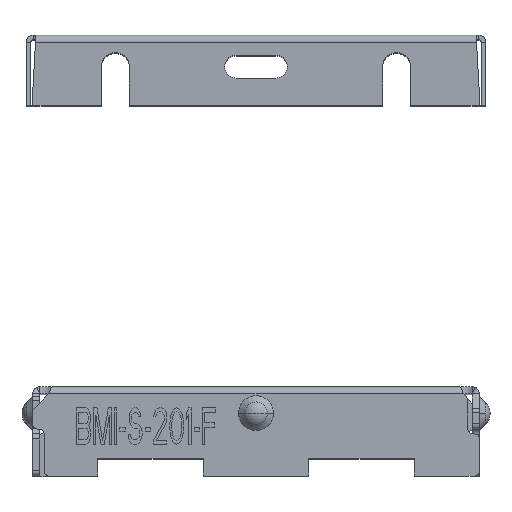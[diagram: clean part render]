
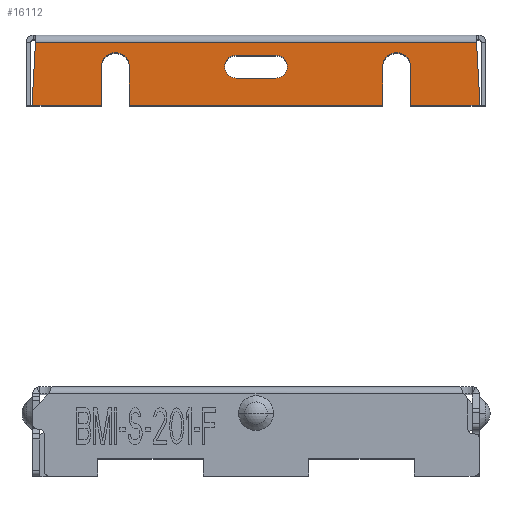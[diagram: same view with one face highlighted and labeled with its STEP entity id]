
A CAD part, top view. The second image highlights one B-rep face of the part: STEP entity #16112.
In plain terms, the highlighted planar face has unit normal (0, 0, 1).
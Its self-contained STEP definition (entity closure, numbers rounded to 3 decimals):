
#37 = DIRECTION ( 'NONE',  ( 1., 0., 0. ) ) ;
#38 = DIRECTION ( 'NONE',  ( 0., 0., -1. ) ) ;
#39 = CARTESIAN_POINT ( 'NONE',  ( 0.565, 0.1, 7.01 ) ) ;
#40 = AXIS2_PLACEMENT_3D ( 'NONE', #39, #38, #37 ) ;
#41 = CIRCLE ( 'NONE', #40, 0.325 ) ;
#43 = CARTESIAN_POINT ( 'NONE',  ( 0.89, 0.1, 7.01 ) ) ;
#740 = CIRCLE ( 'NONE', #994, 0.325 ) ;
#994 = AXIS2_PLACEMENT_3D ( 'NONE', #1306, #1305, #1304 ) ;
#1203 = CARTESIAN_POINT ( 'NONE',  ( -6.37, -1., 7.01 ) ) ;
#1204 = DIRECTION ( 'NONE',  ( 0.056, 0.998, 0. ) ) ;
#1205 = VECTOR ( 'NONE', #1204, 1000. ) ;
#1206 = CARTESIAN_POINT ( 'NONE',  ( -6.32, -0.1, 7.01 ) ) ;
#1207 = LINE ( 'NONE', #1206, #1205 ) ;
#1261 = DIRECTION ( 'NONE',  ( 1., 0., 0. ) ) ;
#1262 = VECTOR ( 'NONE', #1261, 1000. ) ;
#1263 = CARTESIAN_POINT ( 'NONE',  ( 0., -0.225, 7.01 ) ) ;
#1264 = LINE ( 'NONE', #1263, #1262 ) ;
#1265 = CARTESIAN_POINT ( 'NONE',  ( 0.565, -0.225, 7.01 ) ) ;
#1266 = DIRECTION ( 'NONE',  ( 1., 0., 0. ) ) ;
#1267 = DIRECTION ( 'NONE',  ( 0., 0., -1. ) ) ;
#1268 = CARTESIAN_POINT ( 'NONE',  ( 0.565, 0.1, 7.01 ) ) ;
#1269 = AXIS2_PLACEMENT_3D ( 'NONE', #1268, #1267, #1266 ) ;
#1270 = CIRCLE ( 'NONE', #1269, 0.325 ) ;
#1276 = DIRECTION ( 'NONE',  ( -1., 0., 0. ) ) ;
#1277 = VECTOR ( 'NONE', #1276, 1000. ) ;
#1278 = CARTESIAN_POINT ( 'NONE',  ( 0., 0.425, 7.01 ) ) ;
#1279 = LINE ( 'NONE', #1278, #1277 ) ;
#1284 = DIRECTION ( 'NONE',  ( 1., 0., 0. ) ) ;
#1285 = DIRECTION ( 'NONE',  ( 0., 0., 1. ) ) ;
#1286 = CARTESIAN_POINT ( 'NONE',  ( 6.33, 0.8, 7.01 ) ) ;
#1287 = AXIS2_PLACEMENT_3D ( 'NONE', #1286, #1285, #1284 ) ;
#1288 = PLANE ( 'NONE',  #1287 ) ;
#1289 = FACE_OUTER_BOUND ( 'NONE', #16089, .T. ) ;
#1290 = FACE_BOUND ( 'NONE', #16113, .T. ) ;
#1292 = CARTESIAN_POINT ( 'NONE',  ( 6.27, 0.8, 7.01 ) ) ;
#1293 = CARTESIAN_POINT ( 'NONE',  ( -6.27, 0.8, 7.01 ) ) ;
#1294 = DIRECTION ( 'NONE',  ( 1., 0., 0. ) ) ;
#1295 = VECTOR ( 'NONE', #1294, 1000. ) ;
#1296 = CARTESIAN_POINT ( 'NONE',  ( 6.33, 0.8, 7.01 ) ) ;
#1297 = LINE ( 'NONE', #1296, #1295 ) ;
#1302 = CARTESIAN_POINT ( 'NONE',  ( -0.565, 0.425, 7.01 ) ) ;
#1303 = CARTESIAN_POINT ( 'NONE',  ( -0.565, -0.225, 7.01 ) ) ;
#1304 = DIRECTION ( 'NONE',  ( 1., 0., 0. ) ) ;
#1305 = DIRECTION ( 'NONE',  ( 0., 0., -1. ) ) ;
#1306 = CARTESIAN_POINT ( 'NONE',  ( -0.565, 0.1, 7.01 ) ) ;
#1340 = DIRECTION ( 'NONE',  ( 0.056, -0.998, 0. ) ) ;
#1341 = VECTOR ( 'NONE', #1340, 1000. ) ;
#1342 = CARTESIAN_POINT ( 'NONE',  ( 6.32, -0.1, 7.01 ) ) ;
#1343 = LINE ( 'NONE', #1342, #1341 ) ;
#1344 = CARTESIAN_POINT ( 'NONE',  ( 6.37, -1., 7.01 ) ) ;
#1345 = DIRECTION ( 'NONE',  ( 1., 0., 0. ) ) ;
#1346 = VECTOR ( 'NONE', #1345, 1000. ) ;
#1347 = CARTESIAN_POINT ( 'NONE',  ( 0., -1., 7.01 ) ) ;
#1348 = LINE ( 'NONE', #1347, #1346 ) ;
#1386 = DIRECTION ( 'NONE',  ( 0., -1., 0. ) ) ;
#1387 = VECTOR ( 'NONE', #1386, 1000. ) ;
#1388 = CARTESIAN_POINT ( 'NONE',  ( -4.4, -0.45, 7.01 ) ) ;
#1389 = LINE ( 'NONE', #1388, #1387 ) ;
#1390 = CARTESIAN_POINT ( 'NONE',  ( -4.4, 0.1, 7.01 ) ) ;
#1391 = CARTESIAN_POINT ( 'NONE',  ( 4.4, -1., 7.01 ) ) ;
#1392 = DIRECTION ( 'NONE',  ( 0., -1., 0. ) ) ;
#1393 = VECTOR ( 'NONE', #1392, 1000. ) ;
#1394 = CARTESIAN_POINT ( 'NONE',  ( 4.4, -0.45, 7.01 ) ) ;
#1395 = LINE ( 'NONE', #1394, #1393 ) ;
#1396 = CARTESIAN_POINT ( 'NONE',  ( 4.4, 0.1, 7.01 ) ) ;
#1397 = CARTESIAN_POINT ( 'NONE',  ( 3.6, 0.1, 7.01 ) ) ;
#1398 = CARTESIAN_POINT ( 'NONE',  ( 3.6, -1., 7.01 ) ) ;
#1399 = DIRECTION ( 'NONE',  ( 1., 0., 0. ) ) ;
#1400 = VECTOR ( 'NONE', #1399, 1000. ) ;
#1401 = CARTESIAN_POINT ( 'NONE',  ( 0., -1., 7.01 ) ) ;
#1402 = LINE ( 'NONE', #1401, #1400 ) ;
#1403 = CARTESIAN_POINT ( 'NONE',  ( -3.6, -1., 7.01 ) ) ;
#1502 = DIRECTION ( 'NONE',  ( 0., -1., 0. ) ) ;
#1503 = VECTOR ( 'NONE', #1502, 1000. ) ;
#1504 = CARTESIAN_POINT ( 'NONE',  ( -3.6, -0.45, 7.01 ) ) ;
#1505 = LINE ( 'NONE', #1504, #1503 ) ;
#1506 = DIRECTION ( 'NONE',  ( 1., 0., 0. ) ) ;
#1507 = DIRECTION ( 'NONE',  ( 0., 0., -1. ) ) ;
#1508 = CARTESIAN_POINT ( 'NONE',  ( 4., 0.1, 7.01 ) ) ;
#1509 = AXIS2_PLACEMENT_3D ( 'NONE', #1508, #1507, #1506 ) ;
#1510 = CIRCLE ( 'NONE', #1509, 0.4 ) ;
#1511 = DIRECTION ( 'NONE',  ( 0., -1., 0. ) ) ;
#1512 = VECTOR ( 'NONE', #1511, 1000. ) ;
#1513 = CARTESIAN_POINT ( 'NONE',  ( 3.6, -0.45, 7.01 ) ) ;
#1514 = LINE ( 'NONE', #1513, #1512 ) ;
#1515 = CARTESIAN_POINT ( 'NONE',  ( -3.6, 0.1, 7.01 ) ) ;
#1516 = DIRECTION ( 'NONE',  ( 1., 0., 0. ) ) ;
#1517 = DIRECTION ( 'NONE',  ( 0., 0., -1. ) ) ;
#1518 = CARTESIAN_POINT ( 'NONE',  ( -4., 0.1, 7.01 ) ) ;
#1519 = AXIS2_PLACEMENT_3D ( 'NONE', #1518, #1517, #1516 ) ;
#1520 = CIRCLE ( 'NONE', #1519, 0.4 ) ;
#1521 = DIRECTION ( 'NONE',  ( 1., 0., 0. ) ) ;
#1522 = VECTOR ( 'NONE', #1521, 1000. ) ;
#1523 = CARTESIAN_POINT ( 'NONE',  ( 0., -1., 7.01 ) ) ;
#1524 = LINE ( 'NONE', #1523, #1522 ) ;
#1525 = CARTESIAN_POINT ( 'NONE',  ( -4.4, -1., 7.01 ) ) ;
#15297 = VERTEX_POINT ( 'NONE', #32206 ) ;
#15375 = VERTEX_POINT ( 'NONE', #43 ) ;
#15380 = EDGE_CURVE ( 'NONE', #15297, #15375, #41, .T. ) ;
#16033 = ORIENTED_EDGE ( 'NONE', *, *, #15380, .T. ) ;
#16034 = ORIENTED_EDGE ( 'NONE', *, *, #16085, .T. ) ;
#16039 = ORIENTED_EDGE ( 'NONE', *, *, #16040, .F. ) ;
#16040 = EDGE_CURVE ( 'NONE', #16041, #16104, #1207, .T. ) ;
#16041 = VERTEX_POINT ( 'NONE', #1203 ) ;
#16042 = ORIENTED_EDGE ( 'NONE', *, *, #16236, .T. ) ;
#16085 = EDGE_CURVE ( 'NONE', #15375, #16086, #1270, .T. ) ;
#16086 = VERTEX_POINT ( 'NONE', #1265 ) ;
#16087 = ORIENTED_EDGE ( 'NONE', *, *, #16088, .F. ) ;
#16088 = EDGE_CURVE ( 'NONE', #16099, #16086, #1264, .T. ) ;
#16089 = EDGE_LOOP ( 'NONE', ( #16102, #16039, #16042, #16167, #16239, #16161, #16163, #16240, #16242, #16169, #16156, #16159 ) ) ;
#16097 = ORIENTED_EDGE ( 'NONE', *, *, #16098, .T. ) ;
#16098 = EDGE_CURVE ( 'NONE', #16099, #16100, #740, .T. ) ;
#16099 = VERTEX_POINT ( 'NONE', #1303 ) ;
#16100 = VERTEX_POINT ( 'NONE', #1302 ) ;
#16102 = ORIENTED_EDGE ( 'NONE', *, *, #16103, .F. ) ;
#16103 = EDGE_CURVE ( 'NONE', #16104, #16105, #1297, .T. ) ;
#16104 = VERTEX_POINT ( 'NONE', #1293 ) ;
#16105 = VERTEX_POINT ( 'NONE', #1292 ) ;
#16112 = ADVANCED_FACE ( 'NONE', ( #1290, #1289 ), #1288, .T. ) ;
#16113 = EDGE_LOOP ( 'NONE', ( #16097, #16115, #16033, #16034, #16087 ) ) ;
#16115 = ORIENTED_EDGE ( 'NONE', *, *, #16116, .F. ) ;
#16116 = EDGE_CURVE ( 'NONE', #15297, #16100, #1279, .T. ) ;
#16156 = ORIENTED_EDGE ( 'NONE', *, *, #16157, .T. ) ;
#16157 = EDGE_CURVE ( 'NONE', #16171, #16158, #1348, .T. ) ;
#16158 = VERTEX_POINT ( 'NONE', #1344 ) ;
#16159 = ORIENTED_EDGE ( 'NONE', *, *, #16160, .F. ) ;
#16160 = EDGE_CURVE ( 'NONE', #16105, #16158, #1343, .T. ) ;
#16161 = ORIENTED_EDGE ( 'NONE', *, *, #16244, .T. ) ;
#16162 = VERTEX_POINT ( 'NONE', #1403 ) ;
#16163 = ORIENTED_EDGE ( 'NONE', *, *, #16164, .T. ) ;
#16164 = EDGE_CURVE ( 'NONE', #16162, #16165, #1402, .T. ) ;
#16165 = VERTEX_POINT ( 'NONE', #1398 ) ;
#16166 = VERTEX_POINT ( 'NONE', #1397 ) ;
#16167 = ORIENTED_EDGE ( 'NONE', *, *, #16173, .F. ) ;
#16168 = VERTEX_POINT ( 'NONE', #1396 ) ;
#16169 = ORIENTED_EDGE ( 'NONE', *, *, #16170, .T. ) ;
#16170 = EDGE_CURVE ( 'NONE', #16168, #16171, #1395, .T. ) ;
#16171 = VERTEX_POINT ( 'NONE', #1391 ) ;
#16172 = VERTEX_POINT ( 'NONE', #1390 ) ;
#16173 = EDGE_CURVE ( 'NONE', #16172, #16235, #1389, .T. ) ;
#16235 = VERTEX_POINT ( 'NONE', #1525 ) ;
#16236 = EDGE_CURVE ( 'NONE', #16041, #16235, #1524, .T. ) ;
#16237 = EDGE_CURVE ( 'NONE', #16172, #16238, #1520, .T. ) ;
#16238 = VERTEX_POINT ( 'NONE', #1515 ) ;
#16239 = ORIENTED_EDGE ( 'NONE', *, *, #16237, .T. ) ;
#16240 = ORIENTED_EDGE ( 'NONE', *, *, #16241, .F. ) ;
#16241 = EDGE_CURVE ( 'NONE', #16166, #16165, #1514, .T. ) ;
#16242 = ORIENTED_EDGE ( 'NONE', *, *, #16243, .T. ) ;
#16243 = EDGE_CURVE ( 'NONE', #16166, #16168, #1510, .T. ) ;
#16244 = EDGE_CURVE ( 'NONE', #16238, #16162, #1505, .T. ) ;
#32206 = CARTESIAN_POINT ( 'NONE',  ( 0.565, 0.425, 7.01 ) ) ;
